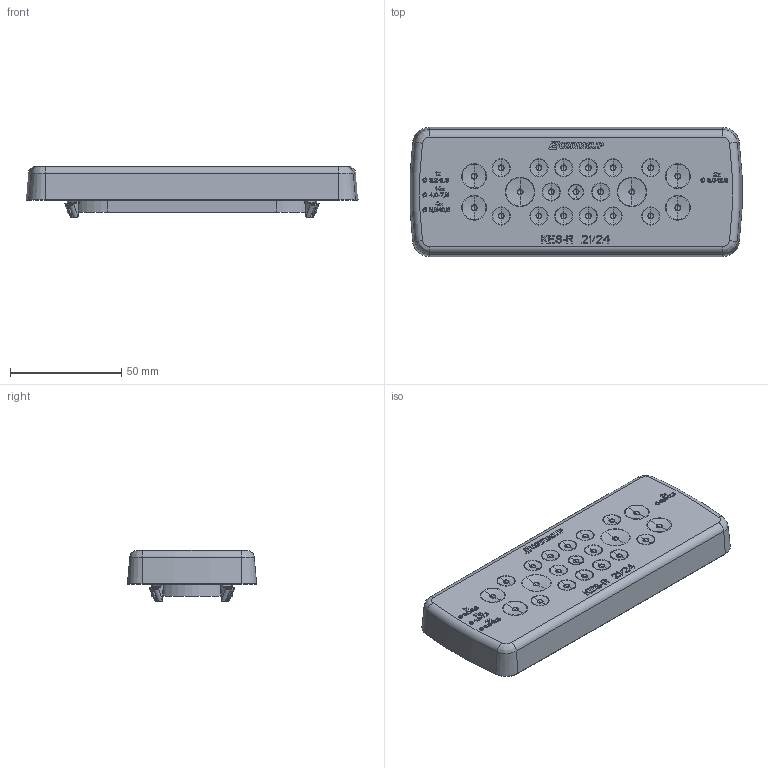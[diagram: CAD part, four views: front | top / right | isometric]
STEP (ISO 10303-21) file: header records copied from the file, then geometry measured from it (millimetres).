
FILE_DESCRIPTION(/* description */ (''),/* implementation_level */ '2;1');
FILE_NAME(/* name */ 'KES-R_21-24.stp',/* time_stamp */ '2018-01-25T14:37:04+01:00',/* author */ (''),/* organization */ (''),/* preprocessor_version */ 'ST-DEVELOPER v16',/* originating_system */ 'SIEMENS PLM Software NX 10.0',/* authorisation */ '');
FILE_SCHEMA (('CONFIG_CONTROL_DESIGN'));
Length unit declared in the file: millimetre
Products named in the file (1): model1
Bounding box: 149.26 x 58.07 x 23.25 mm (x, y, z)
Volume: 142254.8 mm3; surface area: 24418.4 mm2
Topology: 1 solids, 1 shells, 1781 faces, 4778 edges, 3071 vertices
Faces by surface type: plane 1401, cylinder 116, sphere 108, torus 98, bspline 52, cone 6
Entity records: 56916 total; most frequent: CARTESIAN_POINT 12459, ORIENTED_EDGE 9472, DIRECTION 8702, EDGE_CURVE 4736, LINE 4002, VECTOR 4002, VERTEX_POINT 3071, AXIS2_PLACEMENT_3D 2350
